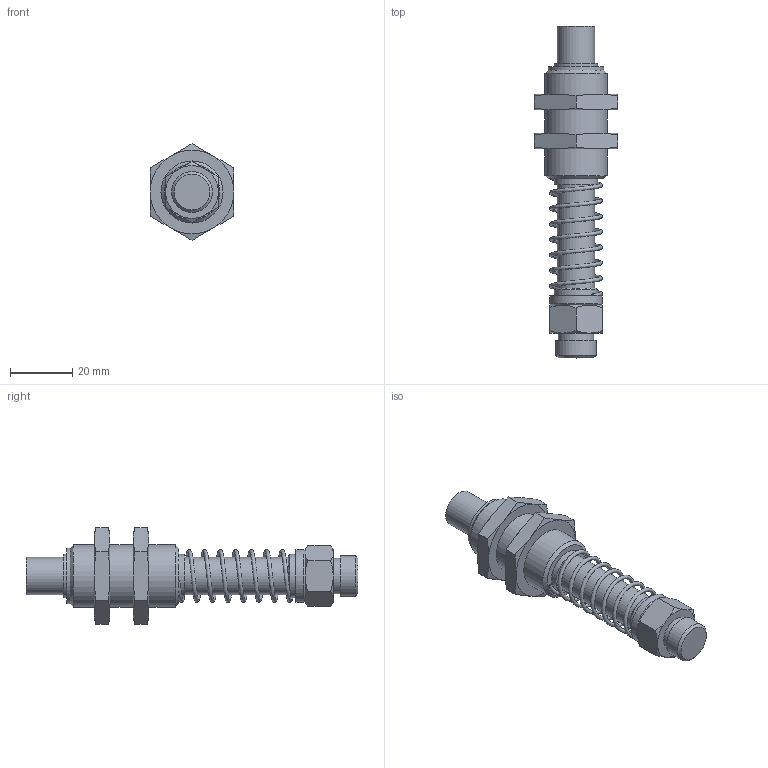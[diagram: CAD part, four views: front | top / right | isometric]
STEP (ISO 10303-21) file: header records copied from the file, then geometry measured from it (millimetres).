
FILE_DESCRIPTION(/* description */ (''),/* implementation_level */ '2;1');
FILE_NAME(/* name */ 'tlc12-25agm.stp',/* time_stamp */ '2021-02-19T11:55:12+01:00',/* author */ ('enginyeria'),/* organization */ (''),/* preprocessor_version */ 'ST-DEVELOPER v17.2',/* originating_system */ 'Autodesk Inventor 2019',/* authorisation */ '');
FILE_SCHEMA (('CONFIG_CONTROL_DESIGN'));
Length unit declared in the file: millimetre
Products named in the file (1): tlc12-25agm
Bounding box: 27 x 107 x 31.18 mm (x, y, z)
Volume: 24055.5 mm3; surface area: 9234.8 mm2
Topology: 1 solids, 1 shells, 92 faces, 210 edges, 133 vertices
Faces by surface type: cone 42, plane 36, cylinder 13, bspline 1
Full cylindrical faces by diameter (mm): 9.7 x1, 11.445 x1, 12 x2, 13.157 x1, 13.919 x1, 14 x2, 17 x1, 18 x1, 20 x3
Entity records: 3868 total; most frequent: CARTESIAN_POINT 1888, ORIENTED_EDGE 420, DIRECTION 411, EDGE_CURVE 210, AXIS2_PLACEMENT_3D 186, VERTEX_POINT 133, EDGE_LOOP 107, CIRCLE 93
